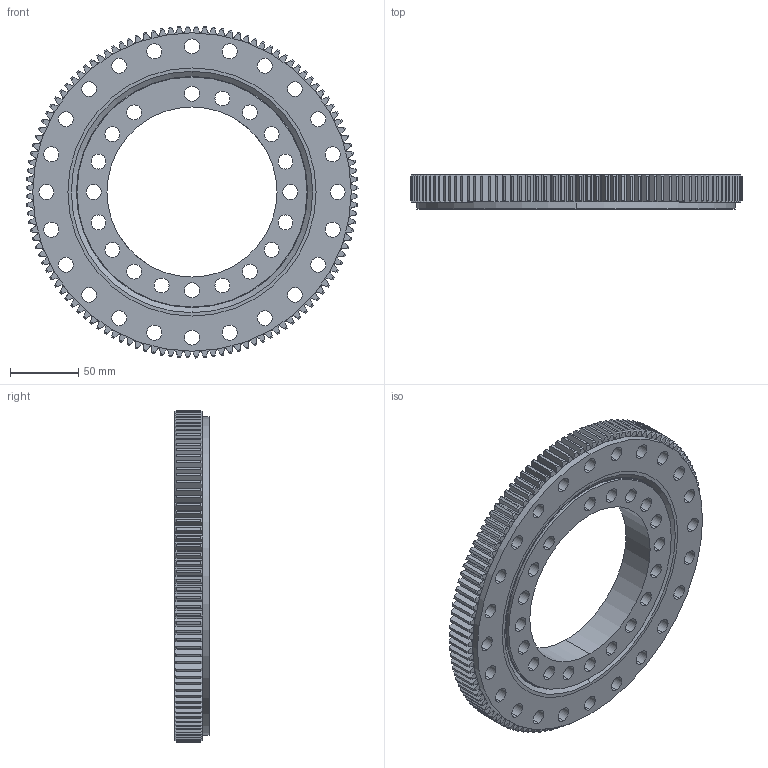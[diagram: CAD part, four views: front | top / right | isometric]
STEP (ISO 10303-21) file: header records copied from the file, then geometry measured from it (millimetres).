
FILE_DESCRIPTION (( 'STEP AP203' ), '1' );
FILE_NAME ('01-0181-02.STEP', '2017-12-26T09:16:58', ( 'defontaine' ), ( 'Hewlett-Packard Company' ), 'SwSTEP 2.0', 'SolidWorks 2016', '' );
FILE_SCHEMA (( 'CONFIG_CONTROL_DESIGN' ));
Length unit declared in the file: millimetre
Products named in the file (1): 01-0181-02
Bounding box: 243.96 x 25 x 243.96 mm (x, y, z)
Volume: 614750.1 mm3; surface area: 208945.8 mm2
Topology: 5 solids, 5 shells, 894 faces, 2602 edges, 1727 vertices
Faces by surface type: cylinder 371, plane 261, cone 244, torus 16, sphere 2
Entity records: 30816 total; most frequent: CARTESIAN_POINT 6904, ORIENTED_EDGE 5194, DIRECTION 4913, EDGE_CURVE 2597, AXIS2_PLACEMENT_3D 1909, VERTEX_POINT 1724, VECTOR 1095, LINE 1095
